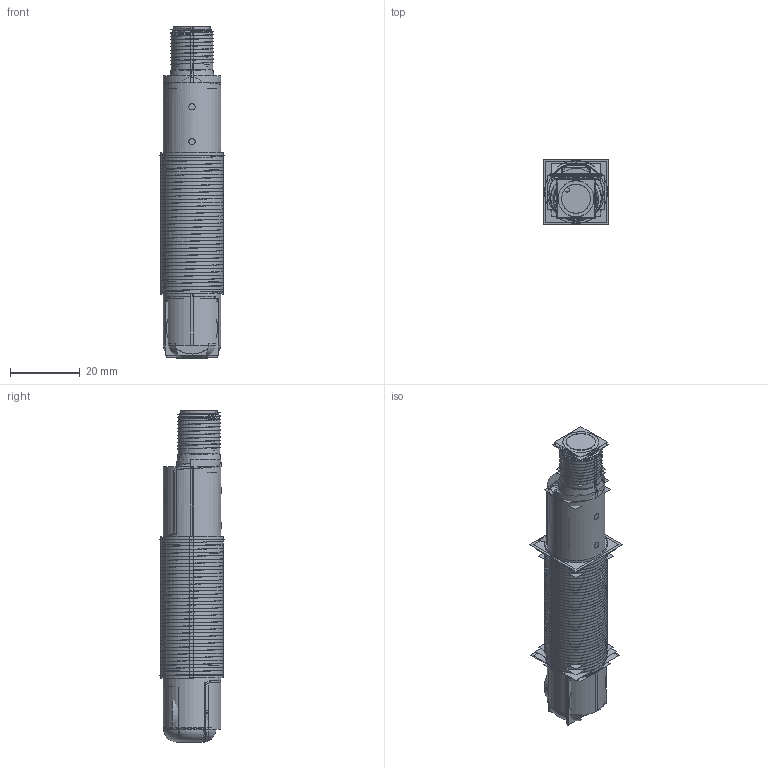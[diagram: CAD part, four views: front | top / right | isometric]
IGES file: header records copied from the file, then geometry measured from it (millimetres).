
Start section:  PTC IGES file: 159580.igs
Global section: file name: 159580.igs; native system: Creo Parametric by Parametric Technology Corporation; preprocessor: 2013230; author: pdmadmin; organization: Unknown; date: 20151027.125533; units: millimetre
Bounding box: 18.72 x 18.72 x 95.18 mm (x, y, z)
Volume: 7736 mm3; surface area: 200713.7 mm2
Topology: 10 solids, 10 shells, 1238 faces, 6228 edges, 7846 vertices
Faces by surface type: revolution 672, bspline 566
